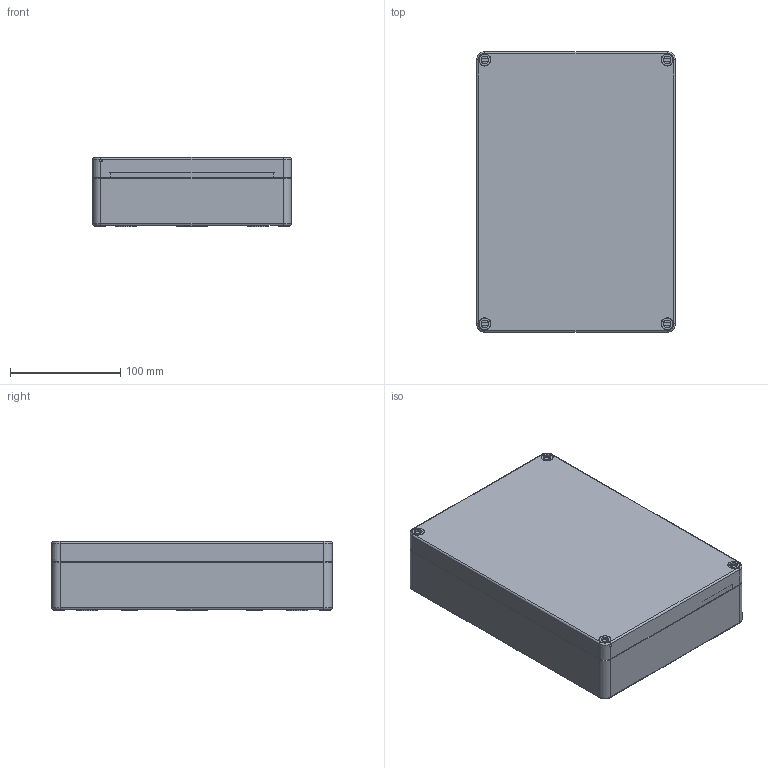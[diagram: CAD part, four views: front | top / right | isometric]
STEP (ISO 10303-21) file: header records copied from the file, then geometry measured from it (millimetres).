
FILE_DESCRIPTION (( 'STEP AP203' ), '1' );
FILE_NAME ('60182509.step', '2014-12-03T14:59:34', ( 'Windows-Benutzer' ), ( '' ), 'SwSTEP 2.0', 'SolidWorks 2014', '' );
FILE_SCHEMA (( 'CONFIG_CONTROL_DESIGN' ));
Length unit declared in the file: millimetre
Products named in the file (4): 60182509; Kasten_TK2518-f-o60182509; Deckel_TK2518-9-t60182509; Schraube_TK34mm-schwarz60182509
Assembly tree (6 placements, depth 2):
  60182509
    Kasten_TK2518-f-o60182509
    Deckel_TK2518-9-t60182509
    Schraube_TK34mm-schwarz60182509  x4
Bounding box: 180 x 254 x 62.5 mm (x, y, z)
Volume: 476919.1 mm3; surface area: 310076.4 mm2
Topology: 6 solids, 6 shells, 789 faces, 2000 edges, 1308 vertices
Faces by surface type: plane 419, cylinder 294, cone 60, torus 16
Entity records: 20586 total; most frequent: DIRECTION 3616, CARTESIAN_POINT 3584, ORIENTED_EDGE 3340, EDGE_CURVE 1670, AXIS2_PLACEMENT_3D 1304, VERTEX_POINT 1092, VECTOR 1008, LINE 1008
